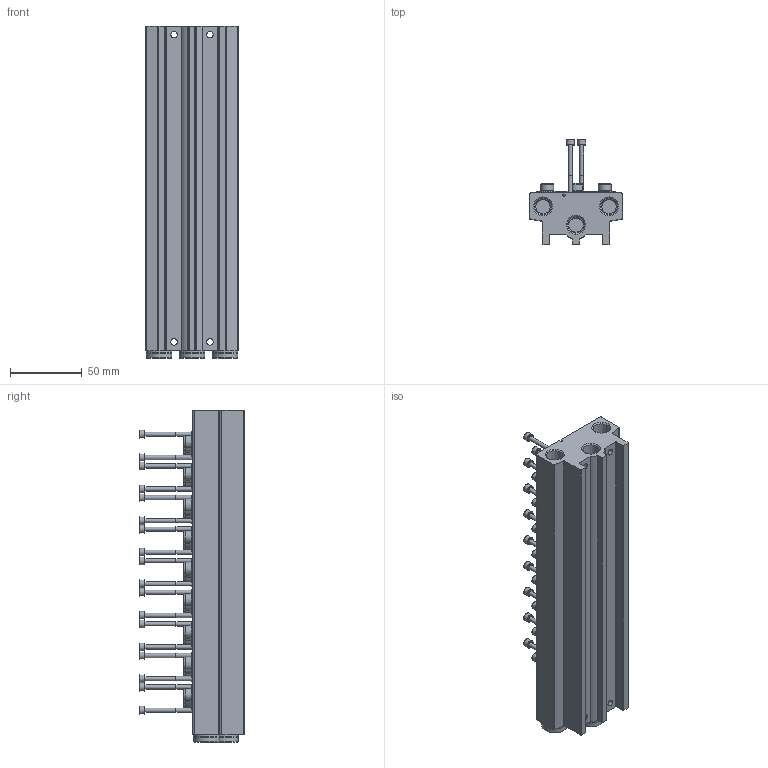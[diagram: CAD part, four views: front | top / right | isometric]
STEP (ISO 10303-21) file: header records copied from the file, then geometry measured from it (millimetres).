
FILE_DESCRIPTION(/* description */ ('STEP AP214'),/* implementation_level */ '2;1');
FILE_NAME(/* name */ '576424_VABM-B10-20S-G14-9',/* time_stamp */ '2024-09-15T21:30:03+02:00',/* author */ ('License CC BY-ND 4.0'),/* organization */ ('CADENAS'),/* preprocessor_version */ 'ST-DEVELOPER v19.3',/* originating_system */ 'PARTsolutions',/* authorisation */ ' ');
FILE_SCHEMA (('AUTOMOTIVE_DESIGN {1 0 10303 214 3 1 1}'));
Length unit declared in the file: millimetre
Products named in the file (5): 576424 VABM-B10-20S-G14-9; 576424 VABM-B10-20S-G14-9---(M); 1355283 VUVS-G18-3---(S); 2833702 F-M3x40-10.9; 3569 B-1/4---(Plug)
Assembly tree (31 placements, depth 2):
  576424 VABM-B10-20S-G14-9
    576424 VABM-B10-20S-G14-9---(M)
    1355283 VUVS-G18-3---(S)  x9
    2833702 F-M3x40-10.9  x18
    3569 B-1/4---(Plug)  x3
Bounding box: 64.2 x 73.1 x 231.2 mm (x, y, z)
Volume: 365145.5 mm3; surface area: 115787.1 mm2
Topology: 31 solids, 31 shells, 1448 faces, 3477 edges, 2209 vertices
Faces by surface type: plane 678, cylinder 411, cone 284, torus 75
Full cylindrical faces by diameter (mm): 2.459 x18, 2.92 x18, 3 x18, 3.242 x1, 3.5 x1, 4.5 x4, 5.5 x18, 6 x54, 8.9 x27, 10.1 x3, 10.8 x27, 11.445 x6, 13.157 x3, 16.2 x3, 18 x6
Entity records: 9967 total; most frequent: CARTESIAN_POINT 2068, DIRECTION 1667, ORIENTED_EDGE 1296, AXIS2_PLACEMENT_3D 685, EDGE_CURVE 648, FACE_BOUND 613, EDGE_LOOP 593, VERTEX_POINT 513
